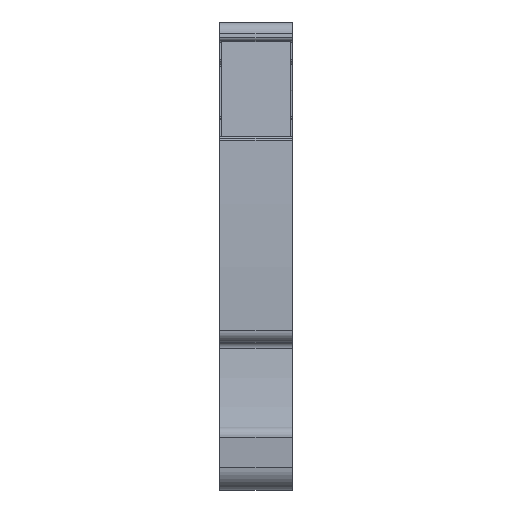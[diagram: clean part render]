
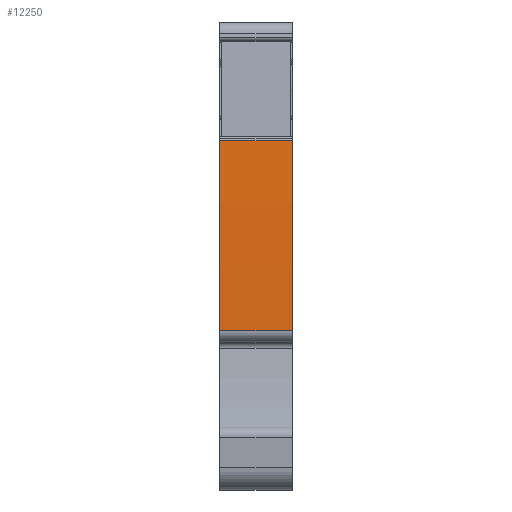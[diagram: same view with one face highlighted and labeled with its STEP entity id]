
A CAD part, front view. The second image highlights one B-rep face of the part: STEP entity #12250.
In plain terms, the highlighted cylindrical face has radius 198.503 mm (diameter 397.006 mm), a partial arc.
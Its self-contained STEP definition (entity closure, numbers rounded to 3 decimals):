
#5747=AXIS2_PLACEMENT_3D('Circle Axis2P3D',#5745,#5746,$) ;
#7865=AXIS2_PLACEMENT_3D('Circle Axis2P3D',#7863,#7864,$) ;
#7872=AXIS2_PLACEMENT_3D('Circle Axis2P3D',#7870,#7871,$) ;
#11616=AXIS2_PLACEMENT_3D('Cylinder Axis2P3D',#11613,#11614,#11615) ;
#5742=CARTESIAN_POINT('Vertex',(6.1,1.929,29.464)) ;
#5745=CARTESIAN_POINT('Axis2P3D Location',(6.1,200.008,16.501)) ;
#5749=CARTESIAN_POINT('Vertex',(6.1,1.529,13.435)) ;
#7860=CARTESIAN_POINT('Vertex',(0.,1.529,13.435)) ;
#7863=CARTESIAN_POINT('Axis2P3D Location',(0.,200.457,16.508)) ;
#7867=CARTESIAN_POINT('Vertex',(0.,1.528,13.45)) ;
#7870=CARTESIAN_POINT('Axis2P3D Location',(0.,200.008,16.501)) ;
#7874=CARTESIAN_POINT('Vertex',(0.,1.929,29.464)) ;
#11613=CARTESIAN_POINT('Axis2P3D Location',(3.05,200.008,16.501)) ;
#12226=CARTESIAN_POINT('Line Origine',(3.05,1.929,29.464)) ;
#12238=CARTESIAN_POINT('Line Origine',(3.05,1.529,13.435)) ;
#5746=DIRECTION('Axis2P3D Direction',(1.,0.,0.)) ;
#7864=DIRECTION('Axis2P3D Direction',(1.,0.,0.)) ;
#7871=DIRECTION('Axis2P3D Direction',(1.,0.,0.)) ;
#11614=DIRECTION('Axis2P3D Direction',(1.,0.,0.)) ;
#11615=DIRECTION('Axis2P3D XDirection',(0.,-0.994,0.111)) ;
#12227=DIRECTION('Vector Direction',(1.,0.,0.)) ;
#12239=DIRECTION('Vector Direction',(1.,0.,0.)) ;
#12228=VECTOR('Line Direction',#12227,1.) ;
#12240=VECTOR('Line Direction',#12239,1.) ;
#12244=ORIENTED_EDGE('',*,*,#7876,.T.) ;
#12245=ORIENTED_EDGE('',*,*,#7869,.T.) ;
#12246=ORIENTED_EDGE('',*,*,#12242,.T.) ;
#12247=ORIENTED_EDGE('',*,*,#5751,.F.) ;
#12248=ORIENTED_EDGE('',*,*,#12230,.F.) ;
#12250=ADVANCED_FACE('MLD',(#12249),#11617,.T.) ;
#5748=CIRCLE('generated circle',#5747,198.503) ;
#7866=CIRCLE('generated circle',#7865,198.952) ;
#7873=CIRCLE('generated circle',#7872,198.503) ;
#11617=CYLINDRICAL_SURFACE('generated cylinder',#11616,198.503) ;
#5751=EDGE_CURVE('',#5743,#5750,#5748,.T.) ;
#7869=EDGE_CURVE('',#7868,#7861,#7866,.T.) ;
#7876=EDGE_CURVE('',#7875,#7868,#7873,.T.) ;
#12230=EDGE_CURVE('',#7875,#5743,#12229,.T.) ;
#12242=EDGE_CURVE('',#7861,#5750,#12241,.T.) ;
#12243=EDGE_LOOP('',(#12244,#12245,#12246,#12247,#12248)) ;
#12249=FACE_OUTER_BOUND('',#12243,.T.) ;
#12229=LINE('Line',#12226,#12228) ;
#12241=LINE('Line',#12238,#12240) ;
#5743=VERTEX_POINT('',#5742) ;
#5750=VERTEX_POINT('',#5749) ;
#7861=VERTEX_POINT('',#7860) ;
#7868=VERTEX_POINT('',#7867) ;
#7875=VERTEX_POINT('',#7874) ;
